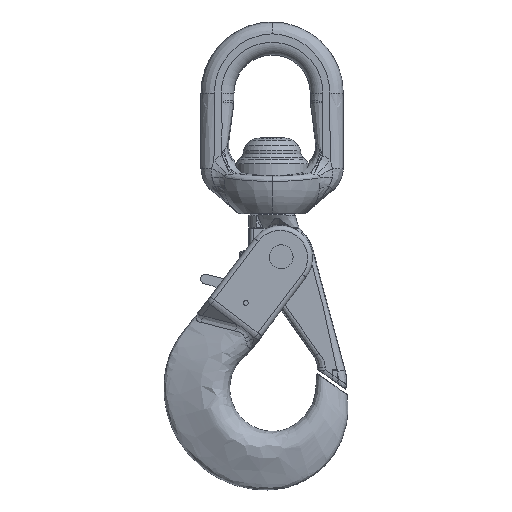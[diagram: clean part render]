
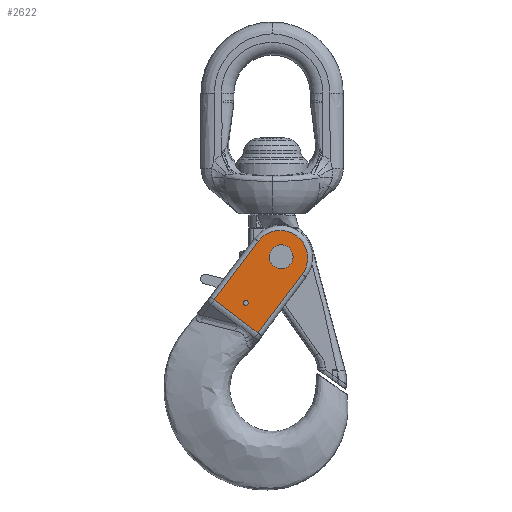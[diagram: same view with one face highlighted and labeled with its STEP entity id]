
A CAD part, front view. The second image highlights one B-rep face of the part: STEP entity #2622.
In plain terms, the highlighted planar face has unit normal (0, -1, 0).
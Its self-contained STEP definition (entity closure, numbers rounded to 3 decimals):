
#1771=LINE('',#19171,#2071);
#1772=LINE('',#19174,#2072);
#1773=LINE('',#19178,#2073);
#2071=VECTOR('',#9477,1.);
#2072=VECTOR('',#9478,1.);
#2073=VECTOR('',#9481,1.);
#2622=ADVANCED_FACE('',(#3207,#3208,#3209),#3024,.T.);
#3024=PLANE('',#8770);
#3207=FACE_BOUND('',#3499,.T.);
#3208=FACE_BOUND('',#3500,.T.);
#3209=FACE_BOUND('',#3501,.T.);
#3499=EDGE_LOOP('',(#4813));
#3500=EDGE_LOOP('',(#4814));
#3501=EDGE_LOOP('',(#4815,#4816,#4817,#4818));
#4813=ORIENTED_EDGE('',*,*,#7702,.T.);
#4814=ORIENTED_EDGE('',*,*,#7700,.T.);
#4815=ORIENTED_EDGE('',*,*,#7719,.F.);
#4816=ORIENTED_EDGE('',*,*,#7720,.F.);
#4817=ORIENTED_EDGE('',*,*,#7721,.F.);
#4818=ORIENTED_EDGE('',*,*,#7722,.F.);
#6762=VERTEX_POINT('',#19106);
#6764=VERTEX_POINT('',#19111);
#6777=VERTEX_POINT('',#19172);
#6778=VERTEX_POINT('',#19173);
#6779=VERTEX_POINT('',#19175);
#6780=VERTEX_POINT('',#19177);
#7700=EDGE_CURVE('',#6762,#6762,#8503,.T.);
#7702=EDGE_CURVE('',#6764,#6764,#8505,.T.);
#7719=EDGE_CURVE('',#6777,#6778,#1771,.T.);
#7720=EDGE_CURVE('',#6779,#6777,#1772,.T.);
#7721=EDGE_CURVE('',#6780,#6779,#8509,.T.);
#7722=EDGE_CURVE('',#6778,#6780,#1773,.T.);
#8503=CIRCLE('',#8758,12.5);
#8505=CIRCLE('',#8761,2.5);
#8509=CIRCLE('',#8769,28.818);
#8758=AXIS2_PLACEMENT_3D('',#19105,#9447,#9448);
#8761=AXIS2_PLACEMENT_3D('',#19110,#9453,#9454);
#8769=AXIS2_PLACEMENT_3D('',#19176,#9479,#9480);
#8770=AXIS2_PLACEMENT_3D('',#19179,#9482,#9483);
#9447=DIRECTION('',(0.,1.,0.));
#9448=DIRECTION('',(-0.999,0.,0.053));
#9453=DIRECTION('',(0.,1.,0.));
#9454=DIRECTION('',(-0.999,0.,0.053));
#9477=DIRECTION('',(-0.798,0.,0.602));
#9478=DIRECTION('',(-0.602,0.,-0.798));
#9479=DIRECTION('',(0.,1.,0.));
#9480=DIRECTION('',(-0.999,0.,0.053));
#9481=DIRECTION('',(0.602,0.,0.798));
#9482=DIRECTION('',(0.,-1.,0.));
#9483=DIRECTION('',(-0.999,0.,0.053));
#19105=CARTESIAN_POINT('',(1.536,-28.,-0.081));
#19106=CARTESIAN_POINT('',(-10.947,-28.,0.579));
#19110=CARTESIAN_POINT('',(-35.44,-28.,-48.598));
#19111=CARTESIAN_POINT('',(-37.936,-28.,-48.466));
#19171=CARTESIAN_POINT('',(-72.661,-28.,-42.254));
#19172=CARTESIAN_POINT('',(-22.658,-28.,-79.975));
#19173=CARTESIAN_POINT('',(-68.67,-28.,-45.265));
#19174=CARTESIAN_POINT('',(-22.658,-28.,-79.975));
#19175=CARTESIAN_POINT('',(23.563,-28.,-18.704));
#19176=CARTESIAN_POINT('',(0.557,-28.,-1.349));
#19177=CARTESIAN_POINT('',(-22.449,-28.,16.006));
#19178=CARTESIAN_POINT('',(-22.449,-28.,16.006));
#19179=CARTESIAN_POINT('',(-60.092,-28.,-71.48));
